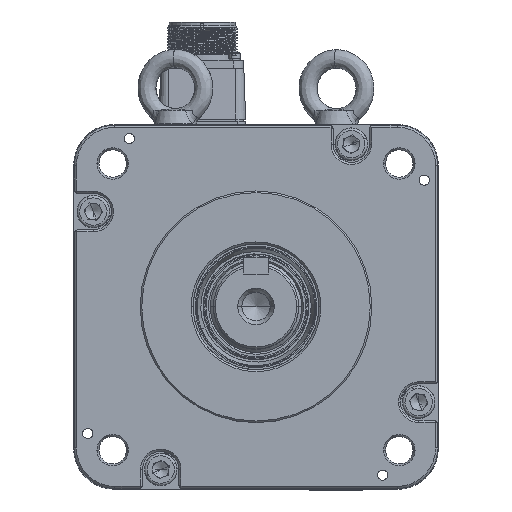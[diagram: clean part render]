
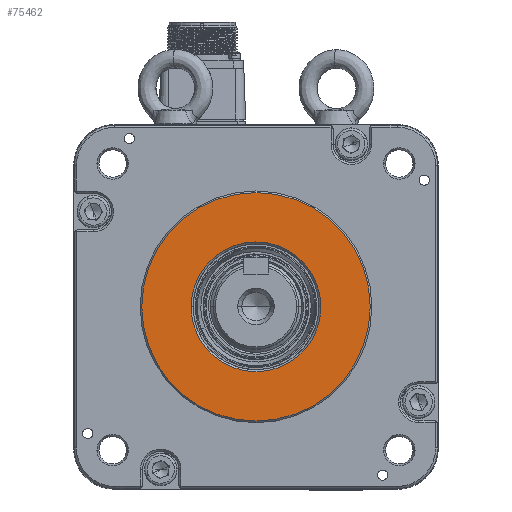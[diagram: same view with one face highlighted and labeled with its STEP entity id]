
A CAD part, top view. The second image highlights one B-rep face of the part: STEP entity #75462.
In plain terms, the highlighted planar face has unit normal (0, 0, 1).
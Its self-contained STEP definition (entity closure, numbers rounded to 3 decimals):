
#3304 = CARTESIAN_POINT ( 'NONE',  ( 56.35, 0., 113.7 ) ) ;
#5366 = DIRECTION ( 'NONE',  ( 0., 0., 1. ) ) ;
#16782 = CARTESIAN_POINT ( 'NONE',  ( -56.35, 0., 113.7 ) ) ;
#18383 = AXIS2_PLACEMENT_3D ( 'NONE', #30317, #5366, #96244 ) ;
#25201 = ORIENTED_EDGE ( 'NONE', *, *, #128941, .T. ) ;
#30317 = CARTESIAN_POINT ( 'NONE',  ( 0., 0., 113.7 ) ) ;
#32474 = VERTEX_POINT ( 'NONE', #42536 ) ;
#32525 = FACE_BOUND ( 'NONE', #56368, .T. ) ;
#42536 = CARTESIAN_POINT ( 'NONE',  ( -32., 0., 113.7 ) ) ;
#42867 = AXIS2_PLACEMENT_3D ( 'NONE', #85190, #139064, #124378 ) ;
#43117 = EDGE_CURVE ( 'NONE', #89757, #158127, #107495, .T. ) ;
#46235 = DIRECTION ( 'NONE',  ( 1., 0., 0. ) ) ;
#49371 = ORIENTED_EDGE ( 'NONE', *, *, #43117, .T. ) ;
#49948 = CIRCLE ( 'NONE', #54968, 32. ) ;
#52172 = ORIENTED_EDGE ( 'NONE', *, *, #150329, .T. ) ;
#54968 = AXIS2_PLACEMENT_3D ( 'NONE', #58165, #98428, #46235 ) ;
#56368 = EDGE_LOOP ( 'NONE', ( #127066, #25201 ) ) ;
#56897 = CARTESIAN_POINT ( 'NONE',  ( 0., -57.15, 113.7 ) ) ;
#58165 = CARTESIAN_POINT ( 'NONE',  ( 0., 0., 113.7 ) ) ;
#75462 = ADVANCED_FACE ( 'NONE', ( #101719, #32525 ), #85421, .F. ) ;
#78149 = VERTEX_POINT ( 'NONE', #126308 ) ;
#85190 = CARTESIAN_POINT ( 'NONE',  ( 0., 0., 113.7 ) ) ;
#85421 = PLANE ( 'NONE',  #149599 ) ;
#88056 = DIRECTION ( 'NONE',  ( 0., 0., -1. ) ) ;
#89757 = VERTEX_POINT ( 'NONE', #16782 ) ;
#91762 = DIRECTION ( 'NONE',  ( 1., 0., 0. ) ) ;
#96244 = DIRECTION ( 'NONE',  ( 1., 0., 0. ) ) ;
#98428 = DIRECTION ( 'NONE',  ( 0., 0., -1. ) ) ;
#101719 = FACE_OUTER_BOUND ( 'NONE', #106022, .T. ) ;
#106022 = EDGE_LOOP ( 'NONE', ( #52172, #49371 ) ) ;
#107495 = CIRCLE ( 'NONE', #42867, 56.35 ) ;
#124378 = DIRECTION ( 'NONE',  ( 1., 0., 0. ) ) ;
#126308 = CARTESIAN_POINT ( 'NONE',  ( 32., 0., 113.7 ) ) ;
#127066 = ORIENTED_EDGE ( 'NONE', *, *, #134696, .T. ) ;
#127955 = CIRCLE ( 'NONE', #18383, 56.35 ) ;
#128941 = EDGE_CURVE ( 'NONE', #78149, #32474, #49948, .T. ) ;
#134696 = EDGE_CURVE ( 'NONE', #32474, #78149, #144358, .T. ) ;
#139064 = DIRECTION ( 'NONE',  ( 0., 0., 1. ) ) ;
#144358 = CIRCLE ( 'NONE', #150982, 32. ) ;
#146934 = CARTESIAN_POINT ( 'NONE',  ( 0., 0., 113.7 ) ) ;
#148062 = DIRECTION ( 'NONE',  ( 0., 0., -1. ) ) ;
#148609 = DIRECTION ( 'NONE',  ( 1., 0., 0. ) ) ;
#149599 = AXIS2_PLACEMENT_3D ( 'NONE', #56897, #88056, #91762 ) ;
#150329 = EDGE_CURVE ( 'NONE', #158127, #89757, #127955, .T. ) ;
#150982 = AXIS2_PLACEMENT_3D ( 'NONE', #146934, #148062, #148609 ) ;
#158127 = VERTEX_POINT ( 'NONE', #3304 ) ;
